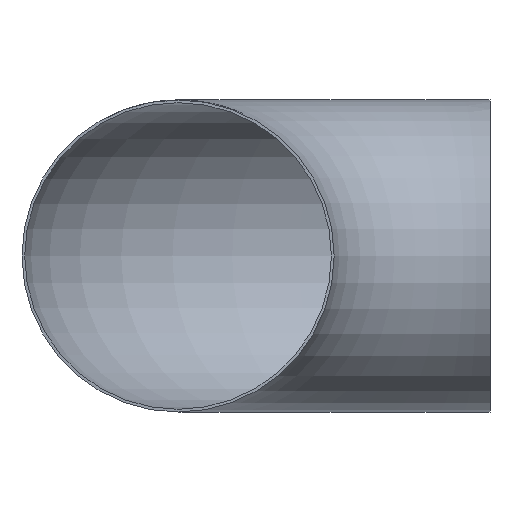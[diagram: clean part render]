
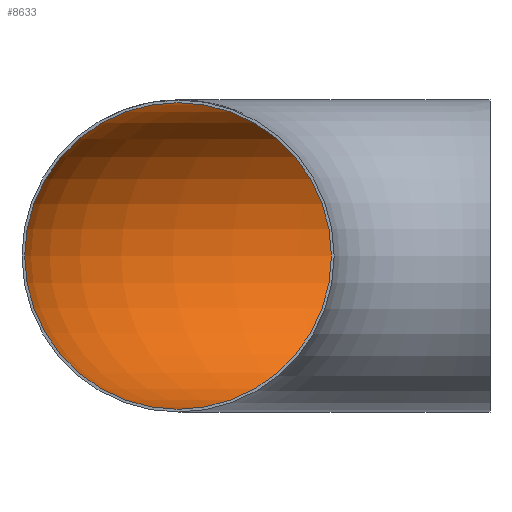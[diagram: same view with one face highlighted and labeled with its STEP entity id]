
A CAD part, front view. The second image highlights one B-rep face of the part: STEP entity #8633.
In plain terms, the highlighted toroidal (fillet/blend) face has major radius 457 mm and minor radius 224.6 mm.
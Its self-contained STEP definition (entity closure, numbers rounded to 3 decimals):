
#1995 = ORIENTED_EDGE ( 'NONE', *, *, #17907, .T. ) ;
#2065 = CIRCLE ( 'NONE', #23598, 224.6 ) ;
#2841 = CARTESIAN_POINT ( 'NONE',  ( 0., 681.6, 0. ) ) ;
#3301 = DIRECTION ( 'NONE',  ( -1., 0., 0. ) ) ;
#3948 = CARTESIAN_POINT ( 'NONE',  ( -457., 0., 224.6 ) ) ;
#6162 = ORIENTED_EDGE ( 'NONE', *, *, #27513, .F. ) ;
#6685 = DIRECTION ( 'NONE',  ( 0., 1., 0. ) ) ;
#8178 = TOROIDAL_SURFACE ( 'NONE', #11769, 457., 224.6 ) ;
#8633 = ADVANCED_FACE ( 'NONE', ( #22016, #15959 ), #8178, .F. ) ;
#11244 = EDGE_LOOP ( 'NONE', ( #6162 ) ) ;
#11420 = VERTEX_POINT ( 'NONE', #3948 ) ;
#11769 = AXIS2_PLACEMENT_3D ( 'NONE', #24963, #25092, #3301 ) ;
#14817 = CIRCLE ( 'NONE', #22457, 224.6 ) ;
#15691 = DIRECTION ( 'NONE',  ( 0., 0., 1. ) ) ;
#15959 = FACE_OUTER_BOUND ( 'NONE', #11244, .T. ) ;
#17907 = EDGE_CURVE ( 'NONE', #22104, #22104, #14817, .T. ) ;
#19517 = CARTESIAN_POINT ( 'NONE',  ( -457., 0., 0. ) ) ;
#22011 = CARTESIAN_POINT ( 'NONE',  ( 0., 457., 0. ) ) ;
#22016 = FACE_OUTER_BOUND ( 'NONE', #24281, .T. ) ;
#22029 = DIRECTION ( 'NONE',  ( 0., 1., 0. ) ) ;
#22104 = VERTEX_POINT ( 'NONE', #2841 ) ;
#22457 = AXIS2_PLACEMENT_3D ( 'NONE', #22011, #24117, #6685 ) ;
#23598 = AXIS2_PLACEMENT_3D ( 'NONE', #19517, #22029, #15691 ) ;
#24117 = DIRECTION ( 'NONE',  ( 1., 0., 0. ) ) ;
#24281 = EDGE_LOOP ( 'NONE', ( #1995 ) ) ;
#24963 = CARTESIAN_POINT ( 'NONE',  ( 0., 0., 0. ) ) ;
#25092 = DIRECTION ( 'NONE',  ( 0., 0., -1. ) ) ;
#27513 = EDGE_CURVE ( 'NONE', #11420, #11420, #2065, .T. ) ;
